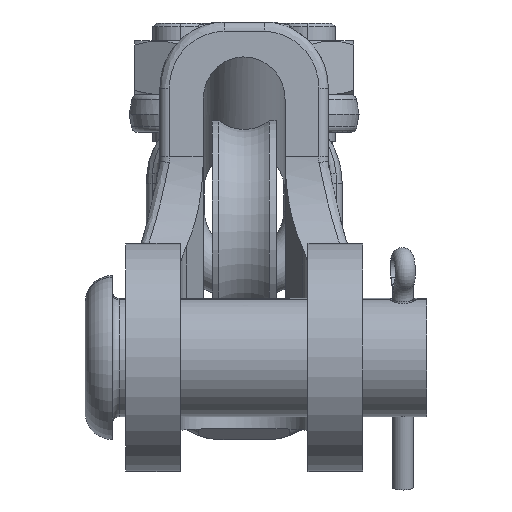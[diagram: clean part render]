
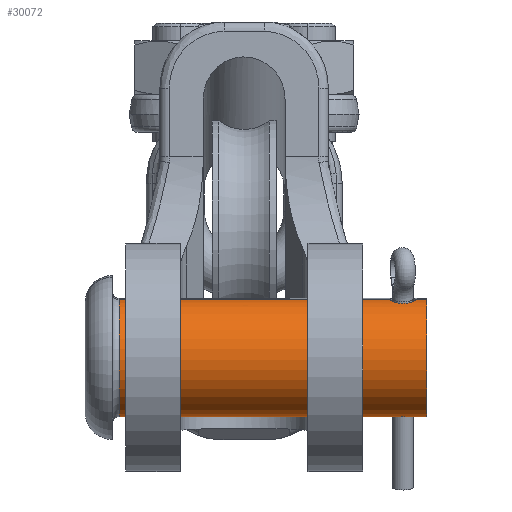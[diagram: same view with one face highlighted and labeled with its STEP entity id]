
A CAD part, front view. The second image highlights one B-rep face of the part: STEP entity #30072.
In plain terms, the highlighted cylindrical face has radius 20.637 mm (diameter 41.275 mm), a partial arc.
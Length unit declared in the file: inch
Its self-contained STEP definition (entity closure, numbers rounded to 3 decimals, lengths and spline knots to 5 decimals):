
#29793=CARTESIAN_POINT('',(2.34492,-0.17042,
0.79443));
#29794=CARTESIAN_POINT('',(2.34492,-0.17683,
0.79305));
#29795=CARTESIAN_POINT('',(2.34417,-0.18954,
0.79016));
#29796=CARTESIAN_POINT('',(2.34078,-0.20839,
0.7854));
#29797=CARTESIAN_POINT('',(2.33516,-0.22664,
0.78032));
#29798=CARTESIAN_POINT('',(2.32734,-0.24416,
0.77501));
#29799=CARTESIAN_POINT('',(2.31744,-0.26062,
0.76963));
#29800=CARTESIAN_POINT('',(2.30552,-0.27589,
0.76428));
#29801=CARTESIAN_POINT('',(2.29183,-0.28964,
0.75916));
#29802=CARTESIAN_POINT('',(2.27648,-0.30177,
0.75442));
#29803=CARTESIAN_POINT('',(2.25985,-0.31202,
0.75022));
#29804=CARTESIAN_POINT('',(2.24203,-0.32036,
0.74669));
#29805=CARTESIAN_POINT('',(2.22347,-0.32663,
0.74396));
#29806=CARTESIAN_POINT('',(2.20423,-0.33085,
0.74209));
#29807=CARTESIAN_POINT('',(2.18477,-0.33295,
0.74115));
#29808=CARTESIAN_POINT('',(2.16508,-0.33295,
0.74115));
#29809=CARTESIAN_POINT('',(2.14562,-0.33085,
0.74209));
#29810=CARTESIAN_POINT('',(2.12638,-0.32663,
0.74396));
#29811=CARTESIAN_POINT('',(2.10782,-0.32036,
0.74669));
#29812=CARTESIAN_POINT('',(2.09,-0.31202,
0.75022));
#29813=CARTESIAN_POINT('',(2.07337,-0.30177,
0.75441));
#29814=CARTESIAN_POINT('',(2.05802,-0.28964,
0.75916));
#29815=CARTESIAN_POINT('',(2.04433,-0.27589,
0.76428));
#29816=CARTESIAN_POINT('',(2.03241,-0.26062,
0.76963));
#29817=CARTESIAN_POINT('',(2.02251,-0.24416,
0.77501));
#29818=CARTESIAN_POINT('',(2.01469,-0.22664,
0.78032));
#29819=CARTESIAN_POINT('',(2.00907,-0.20839,
0.7854));
#29820=CARTESIAN_POINT('',(2.00568,-0.18954,
0.79016));
#29821=CARTESIAN_POINT('',(2.00492,-0.17683,
0.79305));
#29822=CARTESIAN_POINT('',(2.00492,-0.17042,
0.79443));
#29824=CARTESIAN_POINT('',(2.00492,0.17042,
-0.79443));
#29825=CARTESIAN_POINT('',(2.00492,0.16401,
-0.7958));
#29826=CARTESIAN_POINT('',(2.00568,0.15123,
-0.79838));
#29827=CARTESIAN_POINT('',(2.00907,0.13209,
-0.80177));
#29828=CARTESIAN_POINT('',(2.01469,0.11336,
-0.80463));
#29829=CARTESIAN_POINT('',(2.02251,0.0952,
-0.80697));
#29830=CARTESIAN_POINT('',(2.03241,0.07798,
-0.80881));
#29831=CARTESIAN_POINT('',(2.04433,0.06186,
-0.81019));
#29832=CARTESIAN_POINT('',(2.05802,0.04723,
-0.81117));
#29833=CARTESIAN_POINT('',(2.07337,0.03422,
-0.81181));
#29834=CARTESIAN_POINT('',(2.09,0.02315,
-0.81219));
#29835=CARTESIAN_POINT('',(2.10782,0.0141,
-0.81239));
#29836=CARTESIAN_POINT('',(2.12638,0.00726,
-0.81247));
#29837=CARTESIAN_POINT('',(2.14562,0.00264,
-0.8125));
#29838=CARTESIAN_POINT('',(2.16508,0.00033,
-0.8125));
#29839=CARTESIAN_POINT('',(2.18477,0.00033,
-0.8125));
#29840=CARTESIAN_POINT('',(2.20424,0.00264,
-0.8125));
#29841=CARTESIAN_POINT('',(2.22347,0.00726,
-0.81247));
#29842=CARTESIAN_POINT('',(2.24203,0.0141,
-0.81239));
#29843=CARTESIAN_POINT('',(2.25985,0.02315,
-0.81219));
#29844=CARTESIAN_POINT('',(2.27648,0.03422,
-0.81181));
#29845=CARTESIAN_POINT('',(2.29183,0.04723,
-0.81117));
#29846=CARTESIAN_POINT('',(2.30552,0.06186,
-0.81019));
#29847=CARTESIAN_POINT('',(2.31744,0.07798,
-0.80881));
#29848=CARTESIAN_POINT('',(2.32734,0.0952,
-0.80697));
#29849=CARTESIAN_POINT('',(2.33516,0.11336,
-0.80463));
#29850=CARTESIAN_POINT('',(2.34078,0.13209,
-0.80177));
#29851=CARTESIAN_POINT('',(2.34417,0.15123,
-0.79838));
#29852=CARTESIAN_POINT('',(2.34492,0.16401,
-0.7958));
#29853=CARTESIAN_POINT('',(2.34492,0.17042,
-0.79443));
#29855=CARTESIAN_POINT('',(-1.71508,0.,0.));
#29856=DIRECTION('',(1.,0.,0.));
#29857=DIRECTION('',(0.,-0.21,0.978));
#29858=AXIS2_PLACEMENT_3D('',#29855,#29856,#29857);
#29860=CARTESIAN_POINT('',(2.34492,0.17042,
-0.79443));
#29889=CARTESIAN_POINT('',(2.00492,0.17042,
-0.79443));
#29891=DIRECTION('',(1.,0.,0.));
#29892=VECTOR('',#29891,0.16);
#29893=CARTESIAN_POINT('',(2.34492,0.17042,
-0.79443));
#29894=LINE('',#29893,#29892);
#29895=DIRECTION('',(1.,0.,0.));
#29896=VECTOR('',#29895,0.16);
#29897=CARTESIAN_POINT('',(2.34492,-0.17042,
0.79443));
#29898=LINE('',#29897,#29896);
#29899=CARTESIAN_POINT('',(2.00492,-0.17042,
0.79443));
#29928=CARTESIAN_POINT('',(2.34492,-0.17042,
0.79443));
#29930=DIRECTION('',(1.,0.,0.));
#29931=VECTOR('',#29930,3.72);
#29932=CARTESIAN_POINT('',(-1.71508,-0.17042,
0.79443));
#29933=LINE('',#29932,#29931);
#29939=DIRECTION('',(1.,0.,0.));
#29940=VECTOR('',#29939,3.72);
#29941=CARTESIAN_POINT('',(-1.71508,0.17042,
-0.79443));
#29942=LINE('',#29941,#29940);
#29956=CARTESIAN_POINT('',(2.50492,0.,0.));
#29957=DIRECTION('',(1.,0.,0.));
#29958=DIRECTION('',(0.,-0.21,0.978));
#29959=AXIS2_PLACEMENT_3D('',#29956,#29957,#29958);
#30011=CARTESIAN_POINT('',(2.50492,0.17042,
-0.79443));
#30012=CARTESIAN_POINT('',(2.50492,-0.17042,
0.79443));
#30013=VERTEX_POINT('',#30011);
#30014=VERTEX_POINT('',#30012);
#30015=VERTEX_POINT('',#29860);
#30016=VERTEX_POINT('',#29889);
#30017=VERTEX_POINT('',#29899);
#30018=VERTEX_POINT('',#29928);
#30019=CARTESIAN_POINT('',(-1.71508,0.17042,
-0.79443));
#30020=VERTEX_POINT('',#30019);
#30021=CARTESIAN_POINT('',(-1.71508,-0.17042,
0.79443));
#30022=VERTEX_POINT('',#30021);
#30051=CARTESIAN_POINT('',(-1.80508,0.,0.));
#30052=DIRECTION('',(1.,0.,0.));
#30053=DIRECTION('',(0.,0.21,-0.978));
#30054=AXIS2_PLACEMENT_3D('',#30051,#30052,#30053);
#30055=CYLINDRICAL_SURFACE('',#30054,0.8125);
#30056=ORIENTED_EDGE('',*,*,#30040,.F.);
#30058=ORIENTED_EDGE('',*,*,#30057,.T.);
#30060=ORIENTED_EDGE('',*,*,#30059,.T.);
#30062=ORIENTED_EDGE('',*,*,#30061,.F.);
#30063=ORIENTED_EDGE('',*,*,#30044,.F.);
#30065=ORIENTED_EDGE('',*,*,#30064,.F.);
#30067=ORIENTED_EDGE('',*,*,#30066,.F.);
#30069=ORIENTED_EDGE('',*,*,#30068,.T.);
#30070=EDGE_LOOP('',(#30056,#30058,#30060,#30062,#30063,#30065,#30067,#30069));
#30071=FACE_OUTER_BOUND('',#30070,.F.);
#30072=ADVANCED_FACE('',(#30071),#30055,.T.);
#29823=B_SPLINE_CURVE_WITH_KNOTS('',3,(#29793,#29794,#29795,#29796,#29797,
#29798,#29799,#29800,#29801,#29802,#29803,#29804,#29805,#29806,#29807,#29808,
#29809,#29810,#29811,#29812,#29813,#29814,#29815,#29816,#29817,#29818,#29819,
#29820,#29821,#29822),.UNSPECIFIED.,.F.,.F.,(4,1,1,1,1,1,1,1,1,1,1,1,1,1,1,1,1,
1,1,1,1,1,1,1,1,1,1,4),(0.,0.03704,0.07407,
0.11111,0.14815,0.18519,0.22222,
0.25926,0.2963,0.33333,0.37037,
0.40741,0.44444,0.48148,0.51852,
0.55556,0.59259,0.62963,0.66667,
0.7037,0.74074,0.77778,0.81481,
0.85185,0.88889,0.92593,0.96296,1.),
.UNSPECIFIED.);
#29854=B_SPLINE_CURVE_WITH_KNOTS('',3,(#29824,#29825,#29826,#29827,#29828,
#29829,#29830,#29831,#29832,#29833,#29834,#29835,#29836,#29837,#29838,#29839,
#29840,#29841,#29842,#29843,#29844,#29845,#29846,#29847,#29848,#29849,#29850,
#29851,#29852,#29853),.UNSPECIFIED.,.F.,.F.,(4,1,1,1,1,1,1,1,1,1,1,1,1,1,1,1,1,
1,1,1,1,1,1,1,1,1,1,4),(0.,0.03704,0.07407,
0.11111,0.14815,0.18519,0.22222,
0.25926,0.2963,0.33333,0.37037,
0.40741,0.44444,0.48148,0.51852,
0.55556,0.59259,0.62963,0.66667,
0.7037,0.74074,0.77778,0.81481,
0.85185,0.88889,0.92593,0.96296,1.),
.UNSPECIFIED.);
#29859=CIRCLE('',#29858,0.8125);
#29960=CIRCLE('',#29959,0.8125);
#30040=EDGE_CURVE('',#30018,#30017,#29823,.T.);
#30044=EDGE_CURVE('',#30016,#30015,#29854,.T.);
#30057=EDGE_CURVE('',#30018,#30014,#29898,.T.);
#30059=EDGE_CURVE('',#30014,#30013,#29960,.T.);
#30061=EDGE_CURVE('',#30015,#30013,#29894,.T.);
#30064=EDGE_CURVE('',#30020,#30016,#29942,.T.);
#30066=EDGE_CURVE('',#30022,#30020,#29859,.T.);
#30068=EDGE_CURVE('',#30022,#30017,#29933,.T.);
